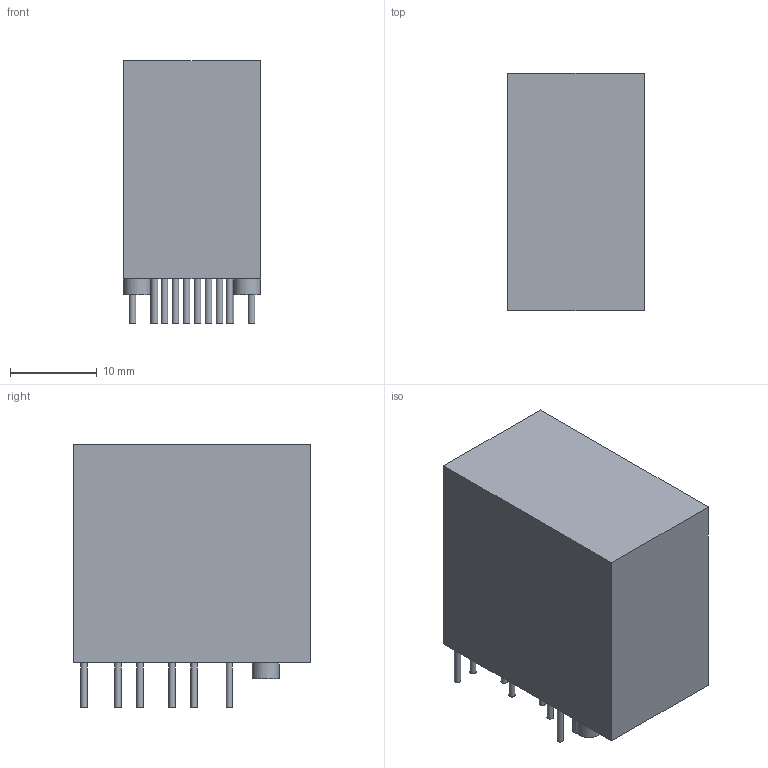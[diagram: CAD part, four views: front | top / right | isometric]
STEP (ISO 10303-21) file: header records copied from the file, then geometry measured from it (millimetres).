
FILE_DESCRIPTION(('FreeCAD Model'),'2;1');
FILE_NAME('1818797.1.1.stp','2020-04-10T17:32:24',( 'Author'),(''),'Open CASCADE STEP processor 6.9','FreeCAD','Unknown' );
FILE_SCHEMA(('AUTOMOTIVE_DESIGN { 1 0 10303 214 1 1 1 1 }'));
Length unit declared in the file: millimetre
Products named in the file (4): ASSEMBLY; Body; Lugs; Leads
Assembly tree (53 placements, depth 2):
  ASSEMBLY
    Body
    Lugs  x26
    Leads  x26
Bounding box: 15.8 x 27.38 x 30.25 mm (x, y, z)
Volume: 12920.7 mm3; surface area: 12663.6 mm2
Topology: 677 solids, 677 shells, 2034 faces, 2040 edges, 1360 vertices
Faces by surface type: plane 1358, cylinder 676
Full cylindrical faces by diameter (mm): 0.74 x624, 3.1 x52
Entity records: 3416 total; most frequent: DIRECTION 598, CARTESIAN_POINT 468, AXIS2_PLACEMENT_3D 190, ORIENTED_EDGE 180, PCURVE 180, DEFINITIONAL_REPRESENTATION 180, LINE 166, VECTOR 166
